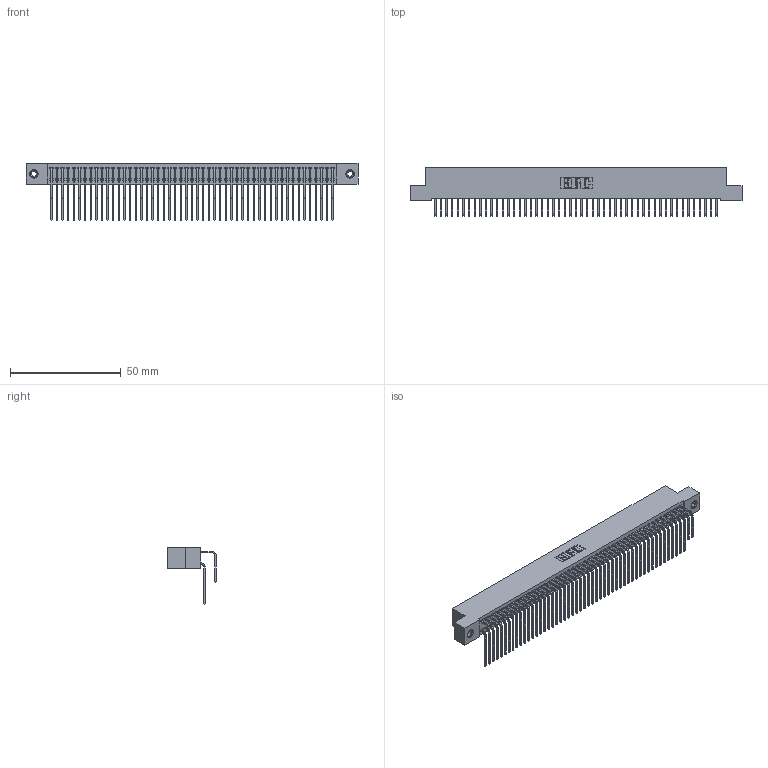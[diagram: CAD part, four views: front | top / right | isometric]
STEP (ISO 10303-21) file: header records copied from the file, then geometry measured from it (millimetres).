
FILE_DESCRIPTION (( 'STEP AP203' ), '1' );
FILE_NAME ('342-102-558-208.STEP', '2019-10-04T18:22:59', ( '' ), ( '' ), 'SwSTEP 2.0', 'SolidWorks 2016', '' );
FILE_SCHEMA (( 'CONFIG_CONTROL_DESIGN' ));
Length unit declared in the file: inch
Products named in the file (5): 342-102-558-208; 342 Part_TI; 345-292-001_558 559 Tail - 1; 345-292-001_558 Tail - 2; 345-250-001_345-250-003-102
Assembly tree (105 placements, depth 2):
  342-102-558-208
    342 Part_TI
    345-292-001_558 559 Tail - 1  x51
    345-292-001_558 Tail - 2  x51
    345-250-001_345-250-003-102  x2
Bounding box: 149.86 x 21.91 x 25.78 mm (x, y, z)
Volume: 14090.2 mm3; surface area: 25829.2 mm2
Topology: 105 solids, 105 shells, 5678 faces, 16857 edges, 11094 vertices
Faces by surface type: plane 3974, cylinder 1688, cone 12, torus 4
Entity records: 34484 total; most frequent: CARTESIAN_POINT 5736, ORIENTED_EDGE 5614, DIRECTION 4897, EDGE_CURVE 2807, LINE 2619, VECTOR 2619, VERTEX_POINT 1864, AXIS2_PLACEMENT_3D 1139
